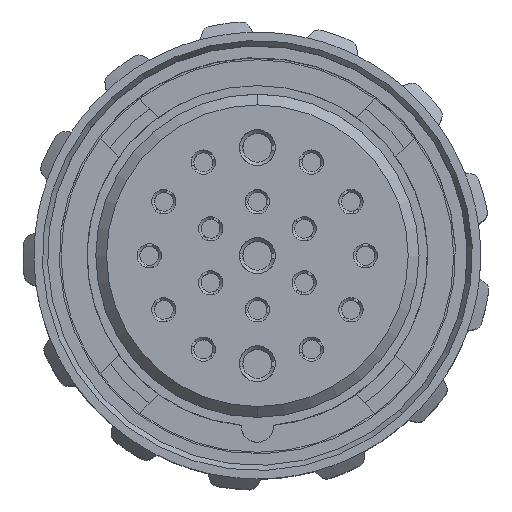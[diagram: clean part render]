
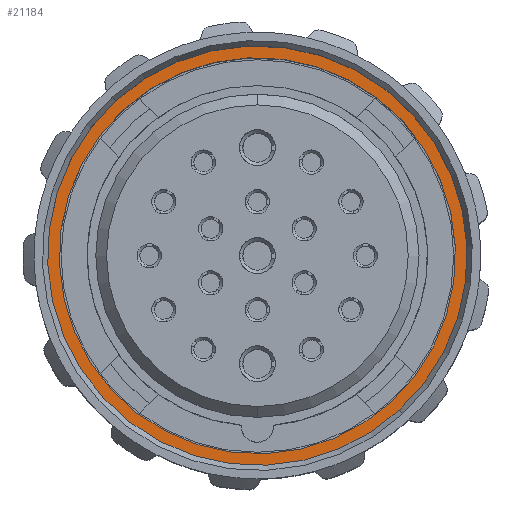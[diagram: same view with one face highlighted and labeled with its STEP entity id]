
A CAD part, top view. The second image highlights one B-rep face of the part: STEP entity #21184.
In plain terms, the highlighted planar face has unit normal (0, 0, 1).
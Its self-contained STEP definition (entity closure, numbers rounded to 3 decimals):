
#6902=CARTESIAN_POINT('',(-1.26,-2.076,
20.328));
#6903=DIRECTION('',(0.,0.,1.));
#6904=DIRECTION('',(-0.676,0.737,0.));
#6905=AXIS2_PLACEMENT_3D('',#6902,#6903,#6904);
#6907=CARTESIAN_POINT('',(-1.26,-2.076,
20.328));
#6908=DIRECTION('',(0.,0.,1.));
#6909=DIRECTION('',(0.676,-0.737,0.));
#6910=AXIS2_PLACEMENT_3D('',#6907,#6908,#6909);
#6912=CARTESIAN_POINT('',(-1.26,-2.076,
20.328));
#6913=DIRECTION('',(0.,0.,-1.));
#6914=DIRECTION('',(0.676,-0.737,0.));
#6915=AXIS2_PLACEMENT_3D('',#6912,#6913,#6914);
#6917=CARTESIAN_POINT('',(-1.26,-2.076,
20.328));
#6918=DIRECTION('',(0.,0.,-1.));
#6919=DIRECTION('',(-0.676,0.737,0.));
#6920=AXIS2_PLACEMENT_3D('',#6917,#6918,#6919);
#13133=CARTESIAN_POINT('',(6.179,-10.18,
20.328));
#13135=VERTEX_POINT('',#13133);
#13302=CARTESIAN_POINT('',(-9.138,6.506,
20.328));
#13304=VERTEX_POINT('',#13302);
#13539=CARTESIAN_POINT('',(-8.699,6.027,
20.328));
#13541=VERTEX_POINT('',#13539);
#14171=CARTESIAN_POINT('',(6.619,-10.658,
20.328));
#14172=VERTEX_POINT('',#14171);
#21169=CARTESIAN_POINT('',(-9.842,-9.955,
20.328));
#21170=DIRECTION('',(0.,0.,1.));
#21171=DIRECTION('',(-0.676,0.737,0.));
#21172=AXIS2_PLACEMENT_3D('',#21169,#21170,#21171);
#21173=PLANE('',#21172);
#21174=ORIENTED_EDGE('',*,*,#20982,.F.);
#21176=ORIENTED_EDGE('',*,*,#21175,.F.);
#21177=EDGE_LOOP('',(#21174,#21176));
#21178=FACE_OUTER_BOUND('',#21177,.F.);
#21179=ORIENTED_EDGE('',*,*,#18961,.F.);
#21181=ORIENTED_EDGE('',*,*,#21180,.F.);
#21182=EDGE_LOOP('',(#21179,#21181));
#21183=FACE_BOUND('',#21182,.F.);
#21184=ADVANCED_FACE('',(#21178,#21183),#21173,.T.);
#6906=CIRCLE('',#6905,11.65);
#6911=CIRCLE('',#6910,11.65);
#6916=CIRCLE('',#6915,11.);
#6921=CIRCLE('',#6920,11.);
#18961=EDGE_CURVE('',#13135,#13541,#6916,.T.);
#20982=EDGE_CURVE('',#13304,#14172,#6906,.T.);
#21175=EDGE_CURVE('',#14172,#13304,#6911,.T.);
#21180=EDGE_CURVE('',#13541,#13135,#6921,.T.);
